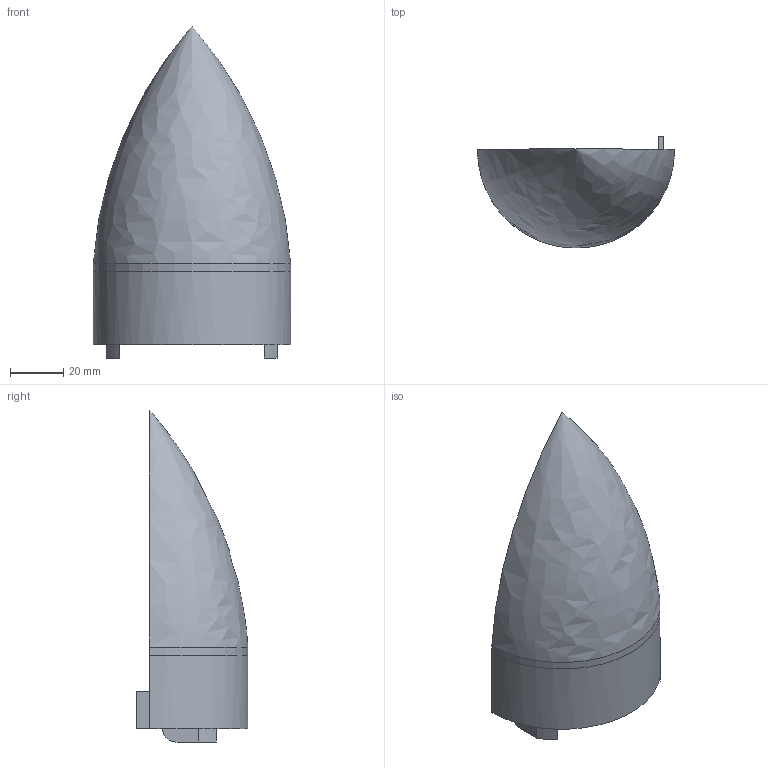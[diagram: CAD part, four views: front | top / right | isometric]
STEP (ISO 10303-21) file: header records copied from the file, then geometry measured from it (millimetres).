
FILE_DESCRIPTION(/* description */ (''),/* implementation_level */ '2;1');
FILE_NAME(/* name */ '7abe713b-b822-456b-9918-cd4ea4db1b52.stp',/* time_stamp */ '2022-04-02T07:20:52+00:00',/* author */ (''),/* organization */ (''),/* preprocessor_version */ 'ST-DEVELOPER v18.1',/* originating_system */ 'Autodesk Translation Framework v10.14.0.1471',/* authorisation */ '');
FILE_SCHEMA (('AUTOMOTIVE_DESIGN { 1 0 10303 214 3 1 1 }'));
Length unit declared in the file: millimetre
Products named in the file (1): New fairing
Bounding box: 74.02 x 42.01 x 124.54 mm (x, y, z)
Volume: 54652.7 mm3; surface area: 26801.2 mm2
Topology: 1 solids, 1 shells, 83 faces, 222 edges, 144 vertices
Faces by surface type: plane 54, cylinder 14, bspline 10, cone 4, torus 1
Full cylindrical faces by diameter (mm): 5 x3
Entity records: 2967 total; most frequent: CARTESIAN_POINT 910, ORIENTED_EDGE 442, DIRECTION 390, EDGE_CURVE 221, LINE 148, VECTOR 148, VERTEX_POINT 144, AXIS2_PLACEMENT_3D 121
